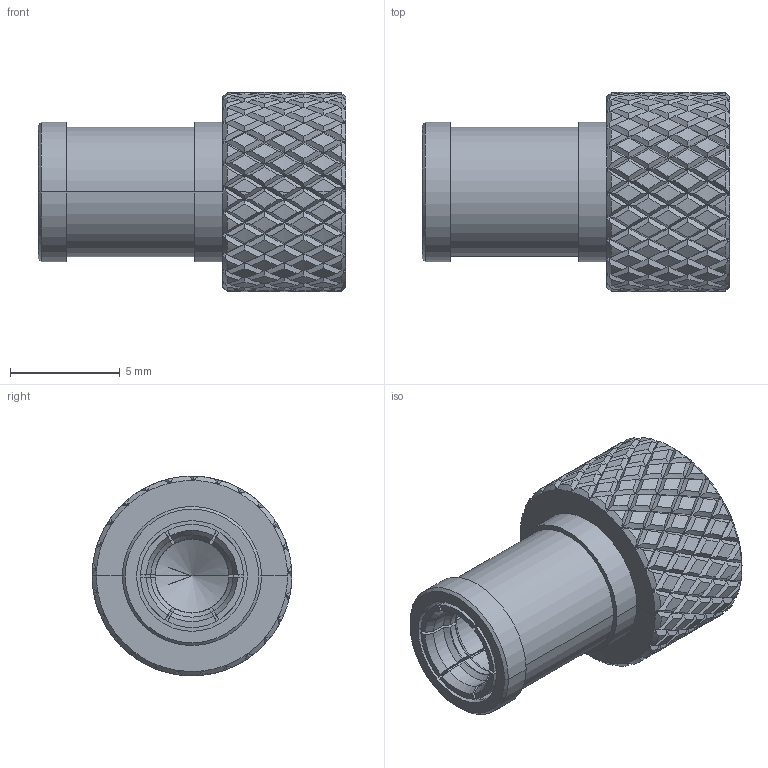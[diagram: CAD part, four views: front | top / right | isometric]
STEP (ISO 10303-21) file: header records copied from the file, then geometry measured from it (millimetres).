
FILE_DESCRIPTION (( 'STEP AP214' ), '1' );
FILE_NAME ('SC2102_3D.step', '2023-06-13T20:17:54', ( '' ), ( '' ), 'SwSTEP 2.0', 'SolidWorks 2022', '' );
FILE_SCHEMA (( 'AUTOMOTIVE_DESIGN' ));
Length unit declared in the file: millimetre
Products named in the file (1): SC2102_3D
Bounding box: 14 x 9.1 x 9.09 mm (x, y, z)
Volume: 500.1 mm3; surface area: 817.8 mm2
Topology: 3 solids, 3 shells, 1224 faces, 2558 edges, 1343 vertices
Faces by surface type: bspline 800, cylinder 232, cone 140, plane 52
Entity records: 44265 total; most frequent: CARTESIAN_POINT 27225, ORIENTED_EDGE 5112, EDGE_CURVE 2556, DIRECTION 1639, VERTEX_POINT 1343, EDGE_LOOP 1233, FACE_OUTER_BOUND 1224, ADVANCED_FACE 1224
